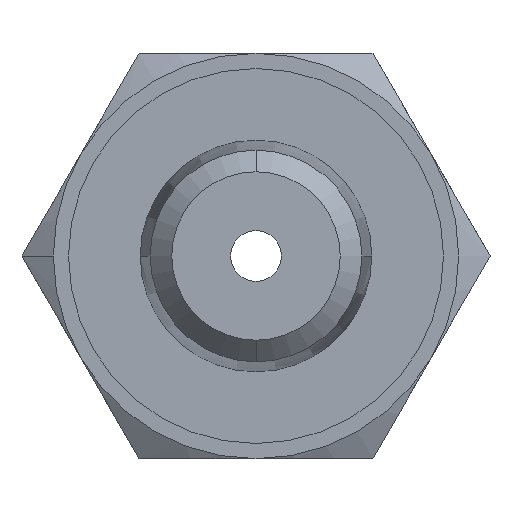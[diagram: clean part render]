
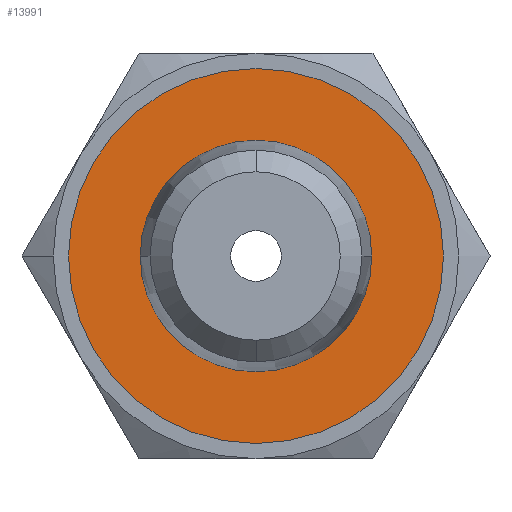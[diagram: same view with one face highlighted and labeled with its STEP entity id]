
A CAD part, front view. The second image highlights one B-rep face of the part: STEP entity #13991.
In plain terms, the highlighted planar face has unit normal (0, -1, 0).
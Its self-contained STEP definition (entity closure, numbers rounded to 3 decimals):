
#1042 = CARTESIAN_POINT ( 'NONE',  ( -16., 0., 0. ) ) ;
#1749 = DIRECTION ( 'NONE',  ( -1., 0., 0. ) ) ;
#1956 = ORIENTED_EDGE ( 'NONE', *, *, #2870, .T. ) ;
#2065 = AXIS2_PLACEMENT_3D ( 'NONE', #7928, #7790, #1749 ) ;
#2545 = DIRECTION ( 'NONE',  ( 0., 1., 0. ) ) ;
#2870 = EDGE_CURVE ( 'NONE', #19666, #17299, #9080, .T. ) ;
#3204 = PLANE ( 'NONE',  #16355 ) ;
#3465 = EDGE_CURVE ( 'NONE', #17299, #19666, #21247, .T. ) ;
#4030 = VERTEX_POINT ( 'NONE', #22806 ) ;
#4066 = DIRECTION ( 'NONE',  ( -1., 0., 0. ) ) ;
#4202 = DIRECTION ( 'NONE',  ( 0., 1., 0. ) ) ;
#4477 = CARTESIAN_POINT ( 'NONE',  ( 11.1, 0., 0. ) ) ;
#5395 = ORIENTED_EDGE ( 'NONE', *, *, #3465, .T. ) ;
#5809 = AXIS2_PLACEMENT_3D ( 'NONE', #18449, #4202, #4066 ) ;
#5935 = ORIENTED_EDGE ( 'NONE', *, *, #17705, .F. ) ;
#6914 = EDGE_CURVE ( 'NONE', #4030, #15497, #12850, .T. ) ;
#7608 = ORIENTED_EDGE ( 'NONE', *, *, #6914, .F. ) ;
#7790 = DIRECTION ( 'NONE',  ( 0., 1., 0. ) ) ;
#7928 = CARTESIAN_POINT ( 'NONE',  ( 0., 0., 0. ) ) ;
#8915 = EDGE_LOOP ( 'NONE', ( #1956, #5395 ) ) ;
#9080 = CIRCLE ( 'NONE', #2065, 6.855 ) ;
#9408 = DIRECTION ( 'NONE',  ( 0., 1., 0. ) ) ;
#9695 = DIRECTION ( 'NONE',  ( -1., 0., 0. ) ) ;
#10203 = CARTESIAN_POINT ( 'NONE',  ( 0., 0., 0. ) ) ;
#10484 = DIRECTION ( 'NONE',  ( -1., 0., 0. ) ) ;
#10514 = CIRCLE ( 'NONE', #25720, 11.1 ) ;
#11884 = FACE_OUTER_BOUND ( 'NONE', #22103, .T. ) ;
#12115 = DIRECTION ( 'NONE',  ( -1., 0., 0. ) ) ;
#12203 = CARTESIAN_POINT ( 'NONE',  ( -6.855, 0., 0. ) ) ;
#12850 = CIRCLE ( 'NONE', #5809, 11.1 ) ;
#12981 = CARTESIAN_POINT ( 'NONE',  ( 0., 0., 0. ) ) ;
#13991 = ADVANCED_FACE ( 'NONE', ( #14069, #11884 ), #3204, .F. ) ;
#14069 = FACE_BOUND ( 'NONE', #8915, .T. ) ;
#15497 = VERTEX_POINT ( 'NONE', #4477 ) ;
#16355 = AXIS2_PLACEMENT_3D ( 'NONE', #1042, #9408, #9695 ) ;
#17299 = VERTEX_POINT ( 'NONE', #17884 ) ;
#17705 = EDGE_CURVE ( 'NONE', #15497, #4030, #10514, .T. ) ;
#17884 = CARTESIAN_POINT ( 'NONE',  ( 6.855, 0., 0. ) ) ;
#18449 = CARTESIAN_POINT ( 'NONE',  ( 0., 0., 0. ) ) ;
#18659 = AXIS2_PLACEMENT_3D ( 'NONE', #12981, #2545, #10484 ) ;
#19666 = VERTEX_POINT ( 'NONE', #12203 ) ;
#21247 = CIRCLE ( 'NONE', #18659, 6.855 ) ;
#22103 = EDGE_LOOP ( 'NONE', ( #5935, #7608 ) ) ;
#22806 = CARTESIAN_POINT ( 'NONE',  ( -11.1, 0., 0. ) ) ;
#25720 = AXIS2_PLACEMENT_3D ( 'NONE', #10203, #26828, #12115 ) ;
#26828 = DIRECTION ( 'NONE',  ( 0., 1., 0. ) ) ;
